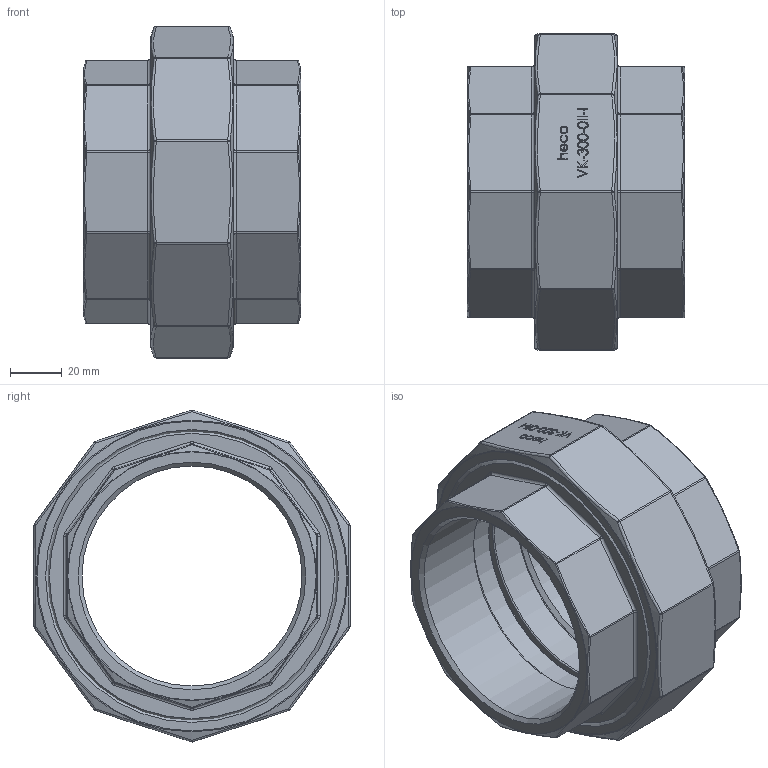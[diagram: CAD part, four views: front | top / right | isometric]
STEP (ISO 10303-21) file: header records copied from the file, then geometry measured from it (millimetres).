
FILE_DESCRIPTION (( 'STEP AP214' ), '1' );
FILE_NAME ('VK-300-0II-I Verschraubung konisch 2202.STEP', '2022-02-11T11:09:13', ( '' ), ( '' ), 'SwSTEP 2.0', 'SolidWorks 2019', '' );
FILE_SCHEMA (( 'AUTOMOTIVE_DESIGN' ));
Length unit declared in the file: millimetre
Products named in the file (1): VK-300-0II-I Verschraubung konisch 2202
Bounding box: 84 x 122 x 128.18 mm (x, y, z)
Volume: 295378.7 mm3; surface area: 95071.2 mm2
Topology: 3 solids, 3 shells, 399 faces, 945 edges, 572 vertices
Faces by surface type: bspline 136, plane 132, cylinder 59, torus 39, sphere 20, cone 13
Full cylindrical faces by diameter (mm): 84.92 x2, 88.5 x2, 104 x1, 105 x1, 109 x1, 110.07 x1, 113.03 x1
Entity records: 21636 total; most frequent: CARTESIAN_POINT 9161, ORIENTED_EDGE 1766, DIRECTION 1380, EDGE_CURVE 883, VERTEX_POINT 559, AXIS2_PLACEMENT_3D 515, EDGE_LOOP 474, FACE_OUTER_BOUND 427
